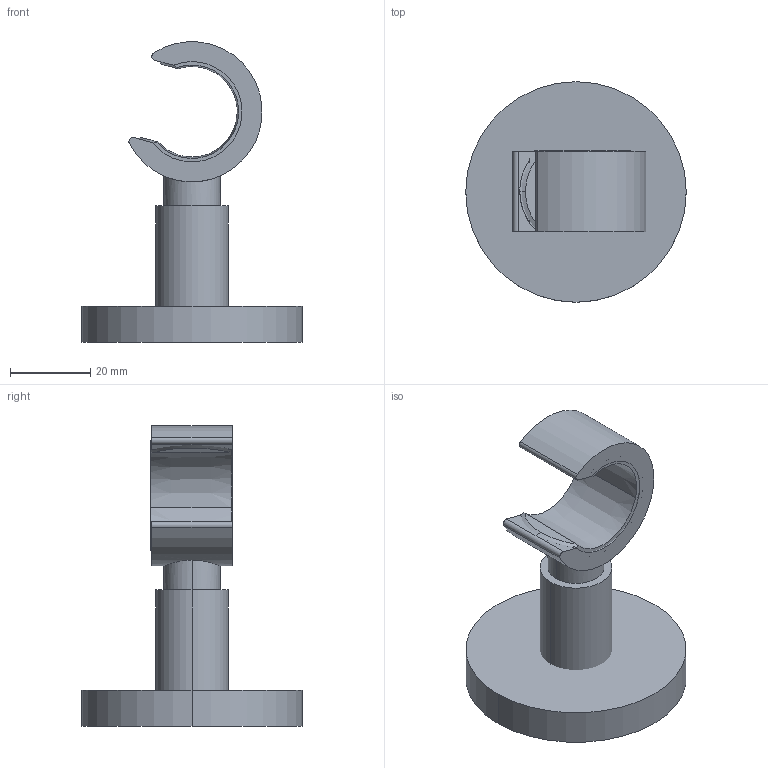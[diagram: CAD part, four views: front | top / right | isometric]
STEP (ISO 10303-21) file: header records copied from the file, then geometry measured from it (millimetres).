
FILE_DESCRIPTION (( 'STEP AP203' ), '1' );
FILE_NAME ('28050625-00.STEP', '2018-07-03T14:47:00', ( '' ), ( '' ), 'SwSTEP 2.0', 'SolidWorks 2017', '' );
FILE_SCHEMA (( 'CONFIG_CONTROL_DESIGN' ));
Length unit declared in the file: millimetre
Products named in the file (4): Planungsmodell_Huelse-+-28.050.780-01_ _K1; 28050625-00; Planungsmodell_Rosette_rund-+-36.104.820-01_ _K5_55x9; Planungsmodell_Brausehalter-+-27.804.930-01_ _K1
Assembly tree (3 placements, depth 2):
  28050625-00
    Planungsmodell_Rosette_rund-+-36.104.820-01_ _K5_55x9
    Planungsmodell_Brausehalter-+-27.804.930-01_ _K1
    Planungsmodell_Huelse-+-28.050.780-01_ _K1
Bounding box: 55 x 55 x 74.97 mm (x, y, z)
Volume: 40825.1 mm3; surface area: 15256.9 mm2
Topology: 3 solids, 3 shells, 37 faces, 87 edges, 58 vertices
Faces by surface type: cylinder 18, plane 14, cone 5
Entity records: 1617 total; most frequent: CARTESIAN_POINT 359, DIRECTION 187, ORIENTED_EDGE 174, EDGE_CURVE 87, AXIS2_PLACEMENT_3D 80, VERTEX_POINT 58, EDGE_LOOP 39, FACE_OUTER_BOUND 37
